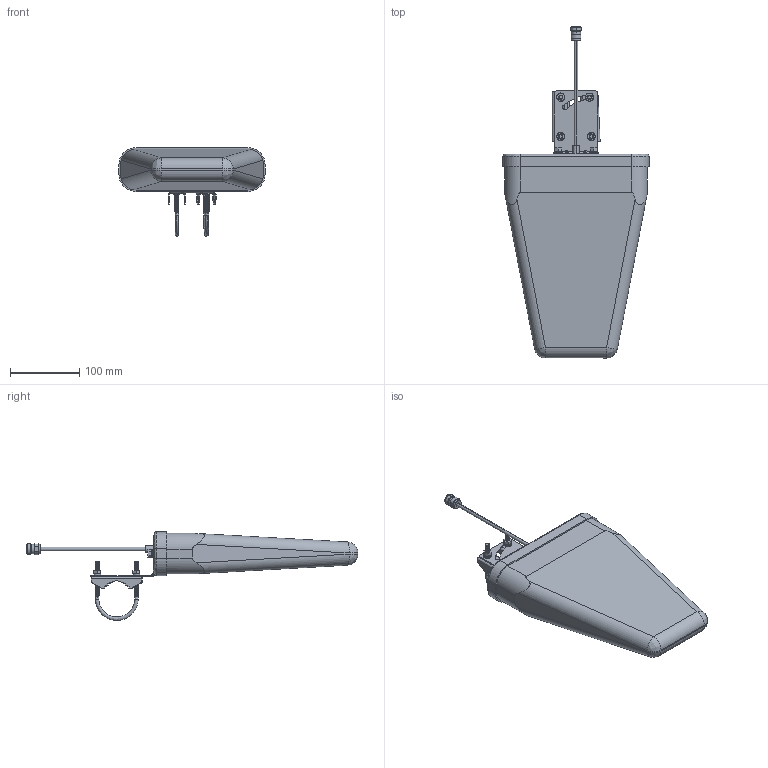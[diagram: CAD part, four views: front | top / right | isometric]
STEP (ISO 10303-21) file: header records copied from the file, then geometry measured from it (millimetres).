
FILE_DESCRIPTION (( 'STEP AP203' ), '1' );
FILE_NAME ('FMANLP1016_3D.STEP', '2022-03-29T19:34:43', ( '' ), ( '' ), 'SwSTEP 2.0', 'SolidWorks 2021', '' );
FILE_SCHEMA (( 'CONFIG_CONTROL_DESIGN' ));
Length unit declared in the file: inch
Products named in the file (3): Copy of U bracket^FMANLP1016; Copy of 1016^FMANLP1016; FMANLP1016_3D
Assembly tree (3 placements, depth 2):
  FMANLP1016_3D
    Copy of 1016^FMANLP1016
    Copy of U bracket^FMANLP1016  x2
Bounding box: 211.8 x 480.9 x 128.7 mm (x, y, z)
Volume: 390467.8 mm3; surface area: 330102.8 mm2
Topology: 26 solids, 26 shells, 873 faces, 2165 edges, 1356 vertices
Faces by surface type: plane 306, cylinder 279, bspline 260, cone 28
Entity records: 53746 total; most frequent: CARTESIAN_POINT 36759, ORIENTED_EDGE 3674, DIRECTION 3065, EDGE_CURVE 1837, VERTEX_POINT 1162, AXIS2_PLACEMENT_3D 1064, LINE 937, VECTOR 937
